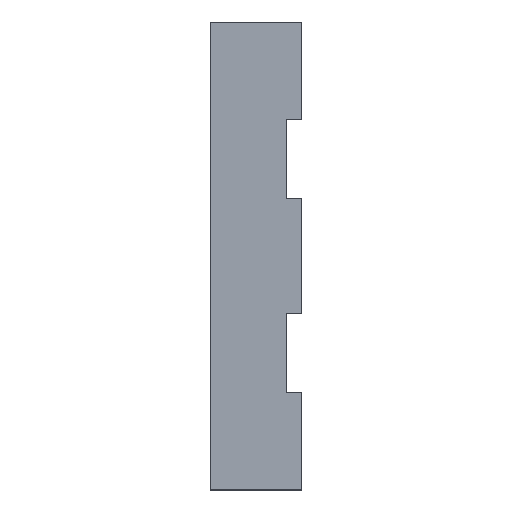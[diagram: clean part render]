
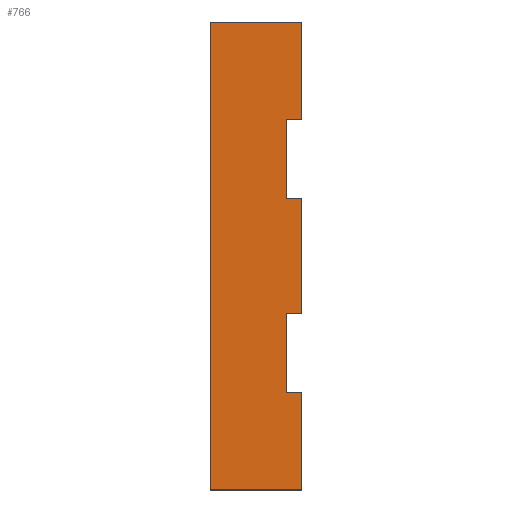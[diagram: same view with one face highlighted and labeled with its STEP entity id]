
A CAD part, left-side view. The second image highlights one B-rep face of the part: STEP entity #766.
In plain terms, the highlighted planar face has unit normal (-1, 0, 0).
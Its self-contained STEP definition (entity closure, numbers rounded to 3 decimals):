
#19 = ORIENTED_EDGE ( 'NONE', *, *, #1634, .T. ) ;
#45 = VERTEX_POINT ( 'NONE', #311 ) ;
#74 = VERTEX_POINT ( 'NONE', #2036 ) ;
#78 = LINE ( 'NONE', #643, #1391 ) ;
#85 = EDGE_CURVE ( 'NONE', #74, #1896, #2207, .T. ) ;
#88 = CARTESIAN_POINT ( 'NONE',  ( -13.2, 0., 7.7 ) ) ;
#152 = VERTEX_POINT ( 'NONE', #557 ) ;
#160 = CARTESIAN_POINT ( 'NONE',  ( -13.2, 3., 7.7 ) ) ;
#193 = DIRECTION ( 'NONE',  ( 0., 0., 1. ) ) ;
#198 = DIRECTION ( 'NONE',  ( 0., 0., -1. ) ) ;
#200 = LINE ( 'NONE', #1574, #1430 ) ;
#221 = ORIENTED_EDGE ( 'NONE', *, *, #664, .T. ) ;
#286 = ORIENTED_EDGE ( 'NONE', *, *, #376, .T. ) ;
#311 = CARTESIAN_POINT ( 'NONE',  ( -13.2, 3., -7.7 ) ) ;
#335 = DIRECTION ( 'NONE',  ( 0., 0., 1. ) ) ;
#374 = VECTOR ( 'NONE', #1813, 1000. ) ;
#376 = EDGE_CURVE ( 'NONE', #2385, #1682, #2219, .T. ) ;
#427 = CARTESIAN_POINT ( 'NONE',  ( -13.2, 3., -7.7 ) ) ;
#459 = CARTESIAN_POINT ( 'NONE',  ( -13.2, 0., 1.9 ) ) ;
#476 = CARTESIAN_POINT ( 'NONE',  ( -13.2, 3., 7.7 ) ) ;
#479 = ORIENTED_EDGE ( 'NONE', *, *, #1388, .F. ) ;
#497 = CARTESIAN_POINT ( 'NONE',  ( -13.2, 0.5, 1.9 ) ) ;
#522 = VERTEX_POINT ( 'NONE', #2053 ) ;
#535 = VECTOR ( 'NONE', #1654, 1000. ) ;
#557 = CARTESIAN_POINT ( 'NONE',  ( -13.2, 0., -4.5 ) ) ;
#570 = LINE ( 'NONE', #1531, #1939 ) ;
#573 = ORIENTED_EDGE ( 'NONE', *, *, #1254, .T. ) ;
#643 = CARTESIAN_POINT ( 'NONE',  ( -13.2, 0., -1.9 ) ) ;
#664 = EDGE_CURVE ( 'NONE', #522, #1175, #1889, .T. ) ;
#701 = AXIS2_PLACEMENT_3D ( 'NONE', #1546, #1918, #198 ) ;
#703 = CARTESIAN_POINT ( 'NONE',  ( -13.2, 0., -1.9 ) ) ;
#709 = CARTESIAN_POINT ( 'NONE',  ( -13.2, 0., 7.7 ) ) ;
#718 = EDGE_CURVE ( 'NONE', #152, #522, #948, .T. ) ;
#727 = VECTOR ( 'NONE', #2288, 1000. ) ;
#743 = VECTOR ( 'NONE', #335, 1000. ) ;
#745 = CARTESIAN_POINT ( 'NONE',  ( -13.2, 3., 7.7 ) ) ;
#764 = DIRECTION ( 'NONE',  ( 0., -1., 0. ) ) ;
#766 = ADVANCED_FACE ( 'NONE', ( #1152 ), #1759, .F. ) ;
#880 = DIRECTION ( 'NONE',  ( 0., 1., 0. ) ) ;
#926 = VERTEX_POINT ( 'NONE', #160 ) ;
#945 = VECTOR ( 'NONE', #880, 1000. ) ;
#948 = LINE ( 'NONE', #2125, #2217 ) ;
#1026 = EDGE_CURVE ( 'NONE', #2096, #74, #200, .T. ) ;
#1084 = CARTESIAN_POINT ( 'NONE',  ( -13.2, 0., 1.9 ) ) ;
#1152 = FACE_OUTER_BOUND ( 'NONE', #1228, .T. ) ;
#1175 = VERTEX_POINT ( 'NONE', #1229 ) ;
#1191 = DIRECTION ( 'NONE',  ( 0., 1., 0. ) ) ;
#1218 = DIRECTION ( 'NONE',  ( 0., 0., 1. ) ) ;
#1228 = EDGE_LOOP ( 'NONE', ( #2199, #2055, #1239, #2071, #479, #1971, #19, #2008, #221, #1535, #573, #286 ) ) ;
#1229 = CARTESIAN_POINT ( 'NONE',  ( -13.2, 0.5, -1.9 ) ) ;
#1239 = ORIENTED_EDGE ( 'NONE', *, *, #85, .T. ) ;
#1254 = EDGE_CURVE ( 'NONE', #2431, #2385, #570, .T. ) ;
#1267 = DIRECTION ( 'NONE',  ( 0., 0., 1. ) ) ;
#1338 = CARTESIAN_POINT ( 'NONE',  ( -13.2, 0.5, 1.9 ) ) ;
#1344 = VECTOR ( 'NONE', #1519, 1000. ) ;
#1388 = EDGE_CURVE ( 'NONE', #45, #926, #2446, .T. ) ;
#1391 = VECTOR ( 'NONE', #1803, 1000. ) ;
#1430 = VECTOR ( 'NONE', #764, 1000. ) ;
#1456 = LINE ( 'NONE', #476, #535 ) ;
#1473 = VECTOR ( 'NONE', #193, 1000. ) ;
#1519 = DIRECTION ( 'NONE',  ( 0., 0., 1. ) ) ;
#1524 = EDGE_CURVE ( 'NONE', #45, #1817, #1542, .T. ) ;
#1531 = CARTESIAN_POINT ( 'NONE',  ( -13.2, 0., 7.7 ) ) ;
#1535 = ORIENTED_EDGE ( 'NONE', *, *, #1892, .T. ) ;
#1542 = LINE ( 'NONE', #427, #727 ) ;
#1546 = CARTESIAN_POINT ( 'NONE',  ( -13.2, 3., 7.7 ) ) ;
#1574 = CARTESIAN_POINT ( 'NONE',  ( -13.2, 0., 4.5 ) ) ;
#1614 = EDGE_CURVE ( 'NONE', #1682, #2096, #2202, .T. ) ;
#1630 = CARTESIAN_POINT ( 'NONE',  ( -13.2, 0., -7.7 ) ) ;
#1634 = EDGE_CURVE ( 'NONE', #1817, #152, #1997, .T. ) ;
#1642 = CARTESIAN_POINT ( 'NONE',  ( -13.2, 0., 7.7 ) ) ;
#1654 = DIRECTION ( 'NONE',  ( 0., -1., 0. ) ) ;
#1682 = VERTEX_POINT ( 'NONE', #1338 ) ;
#1740 = VECTOR ( 'NONE', #1218, 1000. ) ;
#1759 = PLANE ( 'NONE',  #701 ) ;
#1803 = DIRECTION ( 'NONE',  ( 0., -1., 0. ) ) ;
#1813 = DIRECTION ( 'NONE',  ( 0., 0., 1. ) ) ;
#1817 = VERTEX_POINT ( 'NONE', #1630 ) ;
#1889 = LINE ( 'NONE', #2264, #1473 ) ;
#1892 = EDGE_CURVE ( 'NONE', #1175, #2431, #78, .T. ) ;
#1896 = VERTEX_POINT ( 'NONE', #1642 ) ;
#1918 = DIRECTION ( 'NONE',  ( 1., 0., 0. ) ) ;
#1929 = EDGE_CURVE ( 'NONE', #926, #1896, #1456, .T. ) ;
#1939 = VECTOR ( 'NONE', #1267, 1000. ) ;
#1971 = ORIENTED_EDGE ( 'NONE', *, *, #1524, .T. ) ;
#1997 = LINE ( 'NONE', #88, #1740 ) ;
#2008 = ORIENTED_EDGE ( 'NONE', *, *, #718, .T. ) ;
#2036 = CARTESIAN_POINT ( 'NONE',  ( -13.2, 0., 4.5 ) ) ;
#2053 = CARTESIAN_POINT ( 'NONE',  ( -13.2, 0.5, -4.5 ) ) ;
#2055 = ORIENTED_EDGE ( 'NONE', *, *, #1026, .T. ) ;
#2071 = ORIENTED_EDGE ( 'NONE', *, *, #1929, .F. ) ;
#2096 = VERTEX_POINT ( 'NONE', #2286 ) ;
#2125 = CARTESIAN_POINT ( 'NONE',  ( -13.2, 0., -4.5 ) ) ;
#2199 = ORIENTED_EDGE ( 'NONE', *, *, #1614, .T. ) ;
#2202 = LINE ( 'NONE', #497, #374 ) ;
#2207 = LINE ( 'NONE', #709, #743 ) ;
#2217 = VECTOR ( 'NONE', #1191, 1000. ) ;
#2219 = LINE ( 'NONE', #1084, #945 ) ;
#2264 = CARTESIAN_POINT ( 'NONE',  ( -13.2, 0.5, -4.5 ) ) ;
#2286 = CARTESIAN_POINT ( 'NONE',  ( -13.2, 0.5, 4.5 ) ) ;
#2288 = DIRECTION ( 'NONE',  ( 0., -1., 0. ) ) ;
#2385 = VERTEX_POINT ( 'NONE', #459 ) ;
#2431 = VERTEX_POINT ( 'NONE', #703 ) ;
#2446 = LINE ( 'NONE', #745, #1344 ) ;
